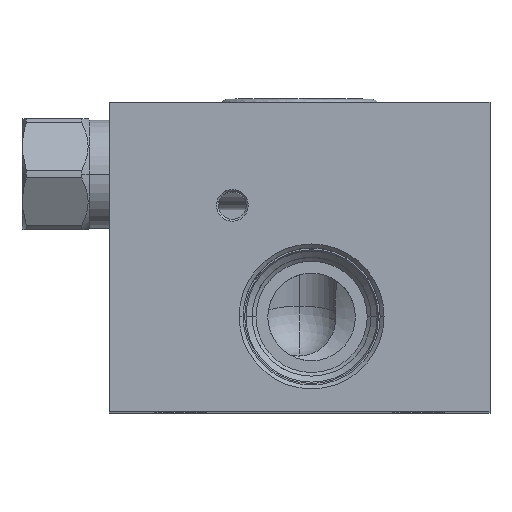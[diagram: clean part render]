
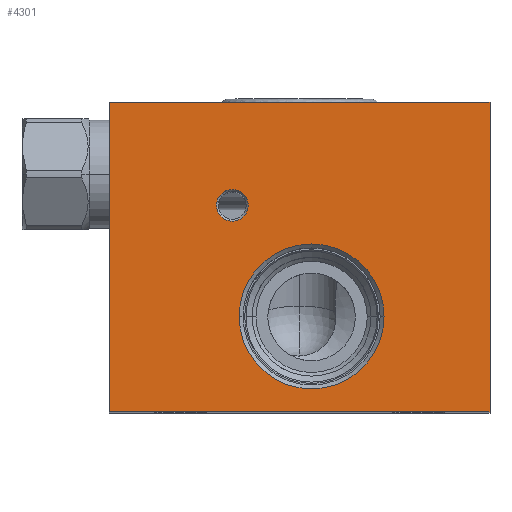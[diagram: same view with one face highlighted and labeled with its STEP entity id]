
A CAD part, top view. The second image highlights one B-rep face of the part: STEP entity #4301.
In plain terms, the highlighted planar face has unit normal (0, 0, 1).
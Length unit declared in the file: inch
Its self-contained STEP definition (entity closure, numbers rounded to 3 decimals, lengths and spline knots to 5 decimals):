
#691=DIRECTION('',(0.,-1.,0.));
#692=VECTOR('',#691,2.438);
#693=CARTESIAN_POINT('',(0.,0.,6.5));
#694=LINE('',#693,#692);
#695=DIRECTION('',(-1.,0.,0.));
#696=VECTOR('',#695,3.);
#697=CARTESIAN_POINT('',(3.,0.,6.5));
#698=LINE('',#697,#696);
#699=DIRECTION('',(0.,1.,0.));
#700=VECTOR('',#699,2.438);
#701=CARTESIAN_POINT('',(3.,-2.438,6.5));
#702=LINE('',#701,#700);
#703=DIRECTION('',(1.,0.,0.));
#704=VECTOR('',#703,3.);
#705=CARTESIAN_POINT('',(0.,-2.438,6.5));
#706=LINE('',#705,#704);
#707=CARTESIAN_POINT('',(1.594,-1.688,6.5));
#708=DIRECTION('',(0.,0.,-1.));
#709=DIRECTION('',(-1.,0.,0.));
#710=AXIS2_PLACEMENT_3D('',#707,#708,#709);
#712=CARTESIAN_POINT('',(1.594,-1.688,6.5));
#713=DIRECTION('',(0.,0.,-1.));
#714=DIRECTION('',(1.,0.,0.));
#715=AXIS2_PLACEMENT_3D('',#712,#713,#714);
#717=CARTESIAN_POINT('',(0.969,-0.812,6.5));
#718=DIRECTION('',(0.,0.,-1.));
#719=DIRECTION('',(-0.766,0.643,0.));
#720=AXIS2_PLACEMENT_3D('',#717,#718,#719);
#722=CARTESIAN_POINT('',(0.969,-0.812,6.5));
#723=DIRECTION('',(0.,0.,-1.));
#724=DIRECTION('',(0.766,-0.643,0.));
#725=AXIS2_PLACEMENT_3D('',#722,#723,#724);
#3614=CARTESIAN_POINT('',(0.,0.,6.5));
#3615=CARTESIAN_POINT('',(0.,-2.438,6.5));
#3616=VERTEX_POINT('',#3614);
#3617=VERTEX_POINT('',#3615);
#3618=CARTESIAN_POINT('',(3.,-2.438,6.5));
#3619=VERTEX_POINT('',#3618);
#3620=CARTESIAN_POINT('',(3.,0.,6.5));
#3621=VERTEX_POINT('',#3620);
#3658=CARTESIAN_POINT('',(2.165,-1.688,6.5));
#3659=VERTEX_POINT('',#3658);
#3660=CARTESIAN_POINT('',(1.023,-1.688,6.5));
#3661=VERTEX_POINT('',#3660);
#3678=CARTESIAN_POINT('',(0.87324,-0.73165,6.5));
#3679=CARTESIAN_POINT('',(1.06476,-0.89235,6.5));
#3680=VERTEX_POINT('',#3678);
#3681=VERTEX_POINT('',#3679);
#4278=CARTESIAN_POINT('',(0.,0.,6.5));
#4279=DIRECTION('',(0.,0.,1.));
#4280=DIRECTION('',(1.,0.,0.));
#4281=AXIS2_PLACEMENT_3D('',#4278,#4279,#4280);
#4282=PLANE('',#4281);
#4283=ORIENTED_EDGE('',*,*,#4056,.F.);
#4284=ORIENTED_EDGE('',*,*,#4077,.F.);
#4285=ORIENTED_EDGE('',*,*,#4181,.F.);
#4286=ORIENTED_EDGE('',*,*,#4194,.F.);
#4287=EDGE_LOOP('',(#4283,#4284,#4285,#4286));
#4288=FACE_OUTER_BOUND('',#4287,.F.);
#4290=ORIENTED_EDGE('',*,*,#4289,.F.);
#4292=ORIENTED_EDGE('',*,*,#4291,.F.);
#4293=EDGE_LOOP('',(#4290,#4292));
#4294=FACE_BOUND('',#4293,.F.);
#4296=ORIENTED_EDGE('',*,*,#4295,.F.);
#4298=ORIENTED_EDGE('',*,*,#4297,.F.);
#4299=EDGE_LOOP('',(#4296,#4298));
#4300=FACE_BOUND('',#4299,.F.);
#4301=ADVANCED_FACE('',(#4288,#4294,#4300),#4282,.T.);
#711=CIRCLE('',#710,0.571);
#716=CIRCLE('',#715,0.571);
#721=CIRCLE('',#720,0.125);
#726=CIRCLE('',#725,0.125);
#4056=EDGE_CURVE('',#3616,#3617,#694,.T.);
#4077=EDGE_CURVE('',#3621,#3616,#698,.T.);
#4181=EDGE_CURVE('',#3619,#3621,#702,.T.);
#4194=EDGE_CURVE('',#3617,#3619,#706,.T.);
#4289=EDGE_CURVE('',#3661,#3659,#711,.T.);
#4291=EDGE_CURVE('',#3659,#3661,#716,.T.);
#4295=EDGE_CURVE('',#3680,#3681,#721,.T.);
#4297=EDGE_CURVE('',#3681,#3680,#726,.T.);
